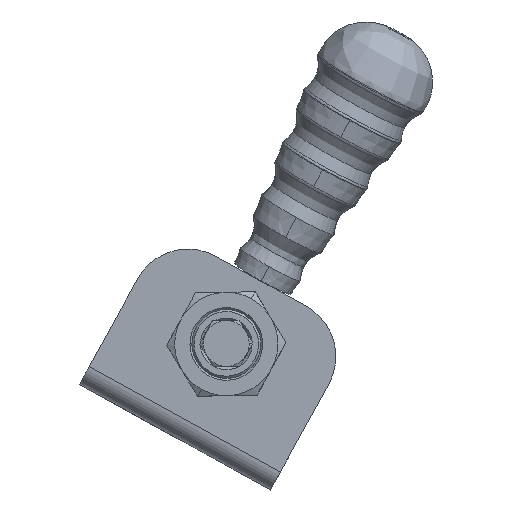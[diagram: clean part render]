
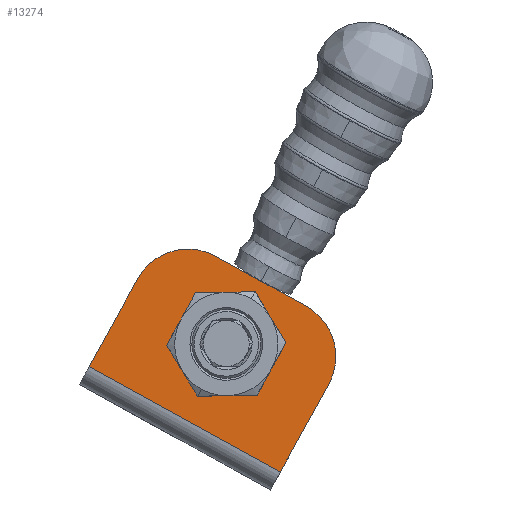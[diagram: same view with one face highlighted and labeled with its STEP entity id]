
A CAD part, top view. The second image highlights one B-rep face of the part: STEP entity #13274.
In plain terms, the highlighted planar face has unit normal (0, 0, 1).
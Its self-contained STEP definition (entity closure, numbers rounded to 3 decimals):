
#1034=CARTESIAN_POINT('',(-51.357,5.63,-24.869));
#1035=VERTEX_POINT('',#1034);
#1042=CARTESIAN_POINT('',(-44.641,-0.829,-24.869));
#1043=VERTEX_POINT('',#1042);
#1057=CARTESIAN_POINT('',(-60.051,-10.131,-24.869));
#1058=DIRECTION('',(0.,0.,-1.0));
#1059=DIRECTION('',(-0.483,-0.876,0.));
#1060=AXIS2_PLACEMENT_3D('',#1057,#1058,#1059);
#1061=CIRCLE('',#1060,18.);
#1062=EDGE_CURVE('',#1035,#1043,#1061,.T.);
#1072=CARTESIAN_POINT('',(-68.746,-25.892,-24.869));
#1073=VERTEX_POINT('',#1072);
#1082=CARTESIAN_POINT('',(-59.701,-28.127,-24.869));
#1083=VERTEX_POINT('',#1082);
#1084=CARTESIAN_POINT('',(-60.051,-10.131,-24.869));
#1085=DIRECTION('',(0.,0.,-1.0));
#1086=DIRECTION('',(-0.483,-0.876,0.));
#1087=AXIS2_PLACEMENT_3D('',#1084,#1085,#1086);
#1088=CIRCLE('',#1087,18.);
#1089=EDGE_CURVE('',#1083,#1073,#1088,.T.);
#3183=CARTESIAN_POINT('',(-78.949,22.156,-24.869));
#3184=VERTEX_POINT('',#3183);
#3193=CARTESIAN_POINT('',(-63.736,20.454,-24.869));
#3194=VERTEX_POINT('',#3193);
#3195=CARTESIAN_POINT('',(-73.397,2.942,-24.869));
#3196=DIRECTION('',(0.,0.,-1.0));
#3197=DIRECTION('',(-0.278,0.961,0.));
#3198=AXIS2_PLACEMENT_3D('',#3195,#3196,#3197);
#3199=CIRCLE('',#3198,20.);
#3200=EDGE_CURVE('',#3184,#3194,#3199,.T.);
#3225=CARTESIAN_POINT('',(-22.661,-8.896,-24.869));
#3226=VERTEX_POINT('',#3225);
#3235=CARTESIAN_POINT('',(-24.363,-24.108,-24.869));
#3236=VERTEX_POINT('',#3235);
#3237=CARTESIAN_POINT('',(-41.875,-14.448,-24.869));
#3238=DIRECTION('',(0.,0.,-1.0));
#3239=DIRECTION('',(0.961,0.278,0.));
#3240=AXIS2_PLACEMENT_3D('',#3237,#3238,#3239);
#3241=CIRCLE('',#3240,20.);
#3242=EDGE_CURVE('',#3226,#3236,#3241,.T.);
#10872=CARTESIAN_POINT('',(-41.27,-54.754,-24.869));
#10873=VERTEX_POINT('',#10872);
#10881=CARTESIAN_POINT('',(-107.815,-18.043,-24.869));
#10882=VERTEX_POINT('',#10881);
#10883=CARTESIAN_POINT('',(-107.815,-18.043,-24.869));
#10884=DIRECTION('',(0.876,-0.483,0.));
#10885=VECTOR('',#10884,76.0);
#10886=LINE('',#10883,#10885);
#10887=EDGE_CURVE('',#10882,#10873,#10886,.T.);
#10947=CARTESIAN_POINT('',(-32.215,3.064,-24.869));
#10948=VERTEX_POINT('',#10947);
#10955=CARTESIAN_POINT('',(-41.875,-14.448,-24.869));
#10956=DIRECTION('',(0.,0.,-1.0));
#10957=DIRECTION('',(0.961,0.278,0.));
#10958=AXIS2_PLACEMENT_3D('',#10955,#10956,#10957);
#10959=CIRCLE('',#10958,20.);
#10960=EDGE_CURVE('',#10948,#3226,#10959,.T.);
#10971=CARTESIAN_POINT('',(-63.736,20.454,-24.869));
#10972=DIRECTION('',(0.876,-0.483,0.0));
#10973=VECTOR('',#10972,36.);
#10974=LINE('',#10971,#10973);
#10975=EDGE_CURVE('',#3194,#10948,#10974,.T.);
#11002=CARTESIAN_POINT('',(-90.909,12.603,-24.869));
#11003=VERTEX_POINT('',#11002);
#11010=CARTESIAN_POINT('',(-73.397,2.942,-24.869));
#11011=DIRECTION('',(0.,0.,-1.0));
#11012=DIRECTION('',(-0.278,0.961,0.));
#11013=AXIS2_PLACEMENT_3D('',#11010,#11011,#11012);
#11014=CIRCLE('',#11013,20.);
#11015=EDGE_CURVE('',#11003,#3184,#11014,.T.);
#11042=CARTESIAN_POINT('',(-24.363,-24.108,-24.869));
#11043=DIRECTION('',(-0.483,-0.876,0.0));
#11044=VECTOR('',#11043,35.);
#11045=LINE('',#11042,#11044);
#11046=EDGE_CURVE('',#3236,#10873,#11045,.T.);
#11151=CARTESIAN_POINT('',(-107.815,-18.043,-24.869));
#11152=DIRECTION('',(0.483,0.876,0.));
#11153=VECTOR('',#11152,35.);
#11154=LINE('',#11151,#11153);
#11155=EDGE_CURVE('',#10882,#11003,#11154,.T.);
#13205=CARTESIAN_POINT('',(-62.95,-15.384,-24.869));
#13206=DIRECTION('',(0.0,0.0,-1.0));
#13207=DIRECTION('',(-0.876,0.483,0.0));
#13208=AXIS2_PLACEMENT_3D('',#13205,#13206,#13207);
#13209=PLANE('',#13208);
#13210=ORIENTED_EDGE('',*,*,#11015,.F.);
#13211=ORIENTED_EDGE('',*,*,#11155,.F.);
#13212=ORIENTED_EDGE('',*,*,#10887,.T.);
#13213=ORIENTED_EDGE('',*,*,#11046,.F.);
#13214=ORIENTED_EDGE('',*,*,#3242,.F.);
#13215=ORIENTED_EDGE('',*,*,#10960,.F.);
#13216=ORIENTED_EDGE('',*,*,#10975,.F.);
#13217=ORIENTED_EDGE('',*,*,#3200,.F.);
#13218=EDGE_LOOP('',(#13210,#13211,#13212,#13213,#13214,#13215,#13216,#13217));
#13219=FACE_OUTER_BOUND('',#13218,.T.);
#13220=CARTESIAN_POINT('',(-44.291,-18.826,-24.869));
#13221=VERTEX_POINT('',#13220);
#13222=CARTESIAN_POINT('',(-60.051,-10.131,-24.869));
#13223=DIRECTION('',(0.,0.,-1.0));
#13224=DIRECTION('',(-0.483,-0.876,0.));
#13225=AXIS2_PLACEMENT_3D('',#13222,#13223,#13224);
#13226=CIRCLE('',#13225,18.);
#13227=EDGE_CURVE('',#1043,#13221,#13226,.T.);
#13228=ORIENTED_EDGE('',*,*,#13227,.T.);
#13229=CARTESIAN_POINT('',(-60.051,-10.131,-24.869));
#13230=DIRECTION('',(0.,0.,-1.0));
#13231=DIRECTION('',(-0.483,-0.876,0.));
#13232=AXIS2_PLACEMENT_3D('',#13229,#13230,#13231);
#13233=CIRCLE('',#13232,18.);
#13234=EDGE_CURVE('',#13221,#1083,#13233,.T.);
#13235=ORIENTED_EDGE('',*,*,#13234,.T.);
#13236=ORIENTED_EDGE('',*,*,#1089,.T.);
#13237=CARTESIAN_POINT('',(-75.462,-19.433,-24.869));
#13238=VERTEX_POINT('',#13237);
#13239=CARTESIAN_POINT('',(-60.051,-10.131,-24.869));
#13240=DIRECTION('',(0.,0.,-1.0));
#13241=DIRECTION('',(-0.483,-0.876,0.));
#13242=AXIS2_PLACEMENT_3D('',#13239,#13240,#13241);
#13243=CIRCLE('',#13242,18.);
#13244=EDGE_CURVE('',#1073,#13238,#13243,.T.);
#13245=ORIENTED_EDGE('',*,*,#13244,.T.);
#13246=CARTESIAN_POINT('',(-75.812,-1.436,-24.869));
#13247=VERTEX_POINT('',#13246);
#13248=CARTESIAN_POINT('',(-60.051,-10.131,-24.869));
#13249=DIRECTION('',(0.,0.,-1.0));
#13250=DIRECTION('',(-0.483,-0.876,0.));
#13251=AXIS2_PLACEMENT_3D('',#13248,#13249,#13250);
#13252=CIRCLE('',#13251,18.);
#13253=EDGE_CURVE('',#13238,#13247,#13252,.T.);
#13254=ORIENTED_EDGE('',*,*,#13253,.T.);
#13255=CARTESIAN_POINT('',(-60.402,7.866,-24.869));
#13256=VERTEX_POINT('',#13255);
#13257=CARTESIAN_POINT('',(-60.051,-10.131,-24.869));
#13258=DIRECTION('',(0.,0.,-1.0));
#13259=DIRECTION('',(-0.483,-0.876,0.));
#13260=AXIS2_PLACEMENT_3D('',#13257,#13258,#13259);
#13261=CIRCLE('',#13260,18.);
#13262=EDGE_CURVE('',#13247,#13256,#13261,.T.);
#13263=ORIENTED_EDGE('',*,*,#13262,.T.);
#13264=CARTESIAN_POINT('',(-60.051,-10.131,-24.869));
#13265=DIRECTION('',(0.,0.,-1.0));
#13266=DIRECTION('',(-0.483,-0.876,0.));
#13267=AXIS2_PLACEMENT_3D('',#13264,#13265,#13266);
#13268=CIRCLE('',#13267,18.);
#13269=EDGE_CURVE('',#13256,#1035,#13268,.T.);
#13270=ORIENTED_EDGE('',*,*,#13269,.T.);
#13271=ORIENTED_EDGE('',*,*,#1062,.T.);
#13272=EDGE_LOOP('',(#13228,#13235,#13236,#13245,#13254,#13263,#13270,#13271));
#13273=FACE_BOUND('',#13272,.T.);
#13274=ADVANCED_FACE('',(#13219,#13273),#13209,.F.);
